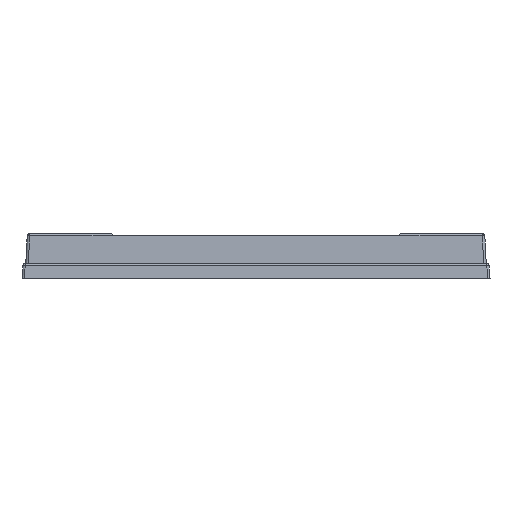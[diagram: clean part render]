
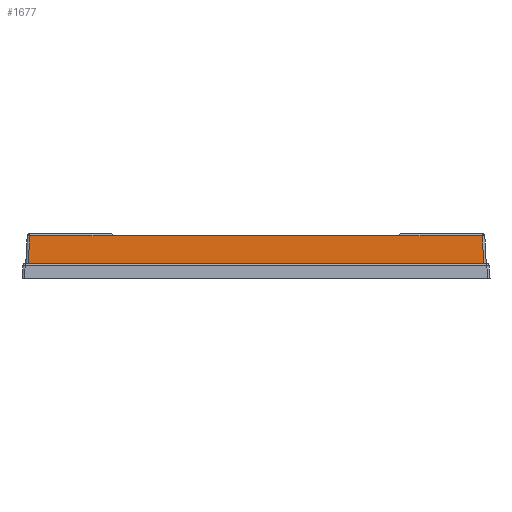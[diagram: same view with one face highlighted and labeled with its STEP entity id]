
A CAD part, front view. The second image highlights one B-rep face of the part: STEP entity #1677.
In plain terms, the highlighted planar face has unit normal (0, -0.999, 0.052).
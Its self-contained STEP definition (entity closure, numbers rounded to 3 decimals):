
#121=FACE_OUTER_BOUND('',#203,.T.);
#203=EDGE_LOOP('',(#1212,#1213,#1214,#1215,#1216,#1217,#1218,#1219));
#297=LINE('',#2310,#389);
#306=LINE('',#2572,#398);
#321=LINE('',#8338,#413);
#322=LINE('',#12336,#414);
#323=LINE('',#12338,#415);
#324=LINE('',#12340,#416);
#325=LINE('',#12342,#417);
#326=LINE('',#12343,#418);
#389=VECTOR('',#1864,1.);
#398=VECTOR('',#1881,1.);
#413=VECTOR('',#1910,1.);
#414=VECTOR('',#1915,1.);
#415=VECTOR('',#1916,1.);
#416=VECTOR('',#1917,1.);
#417=VECTOR('',#1918,1.);
#418=VECTOR('',#1919,1.);
#627=VERTEX_POINT('',#2306);
#629=VERTEX_POINT('',#2309);
#648=VERTEX_POINT('',#2569);
#649=VERTEX_POINT('',#2571);
#724=VERTEX_POINT('',#8337);
#726=VERTEX_POINT('',#12337);
#727=VERTEX_POINT('',#12339);
#728=VERTEX_POINT('',#12341);
#823=EDGE_CURVE('',#629,#627,#297,.T.);
#843=EDGE_CURVE('',#649,#648,#306,.T.);
#923=EDGE_CURVE('',#724,#649,#321,.T.);
#928=EDGE_CURVE('',#648,#629,#322,.T.);
#929=EDGE_CURVE('',#627,#726,#323,.T.);
#930=EDGE_CURVE('',#727,#726,#324,.T.);
#931=EDGE_CURVE('',#728,#727,#325,.T.);
#932=EDGE_CURVE('',#724,#728,#326,.T.);
#1212=ORIENTED_EDGE('',*,*,#843,.T.);
#1213=ORIENTED_EDGE('',*,*,#928,.T.);
#1214=ORIENTED_EDGE('',*,*,#823,.T.);
#1215=ORIENTED_EDGE('',*,*,#929,.T.);
#1216=ORIENTED_EDGE('',*,*,#930,.F.);
#1217=ORIENTED_EDGE('',*,*,#931,.F.);
#1218=ORIENTED_EDGE('',*,*,#932,.F.);
#1219=ORIENTED_EDGE('',*,*,#923,.T.);
#1642=PLANE('',#1760);
#1677=ADVANCED_FACE('',(#121),#1642,.T.);
#1760=AXIS2_PLACEMENT_3D('',#12335,#1913,#1914);
#1864=DIRECTION('',(-0.052,0.052,0.997));
#1881=DIRECTION('',(-0.052,-0.052,-0.997));
#1910=DIRECTION('',(-1.,0.,0.));
#1913=DIRECTION('center_axis',(0.,-0.999,0.052));
#1914=DIRECTION('ref_axis',(-0.052,0.052,0.997));
#1915=DIRECTION('',(-1.,0.,0.));
#1916=DIRECTION('',(-1.,0.,0.));
#1917=DIRECTION('',(0.052,0.052,0.997));
#1918=DIRECTION('',(-1.,0.,0.));
#1919=DIRECTION('',(0.052,-0.052,-0.997));
#2306=CARTESIAN_POINT('',(484.514,118.692,17.052));
#2309=CARTESIAN_POINT('',(484.517,118.689,17.));
#2310=CARTESIAN_POINT('',(484.723,118.483,13.069));
#2569=CARTESIAN_POINT('',(599.514,118.689,17.));
#2571=CARTESIAN_POINT('',(599.517,118.692,17.052));
#2572=CARTESIAN_POINT('',(599.534,118.709,17.366));
#8337=CARTESIAN_POINT('',(632.438,118.692,17.052));
#8338=CARTESIAN_POINT('',(633.436,118.692,17.052));
#12335=CARTESIAN_POINT('Origin',(634.016,118.113,6.));
#12336=CARTESIAN_POINT('',(559.266,118.689,17.));
#12337=CARTESIAN_POINT('',(451.594,118.692,17.052));
#12338=CARTESIAN_POINT('',(633.436,118.692,17.052));
#12339=CARTESIAN_POINT('',(451.014,118.113,6.));
#12340=CARTESIAN_POINT('',(451.263,118.361,10.743));
#12341=CARTESIAN_POINT('',(633.017,118.113,6.));
#12342=CARTESIAN_POINT('',(634.016,118.113,6.));
#12343=CARTESIAN_POINT('',(632.766,118.364,10.782));
